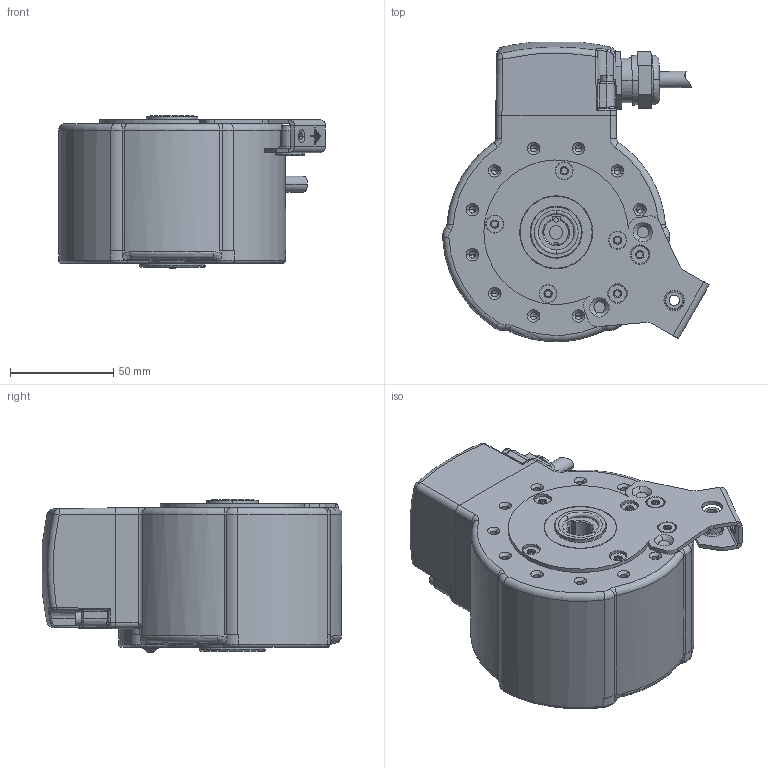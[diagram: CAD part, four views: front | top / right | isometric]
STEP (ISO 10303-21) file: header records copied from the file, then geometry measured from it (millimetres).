
FILE_DESCRIPTION((''),'2;1');
FILE_NAME('894901-01','2013-08-08T',('se2562'),(''),'PRO/ENGINEER BY PARAMETRIC TECHNOLOGY CORPORATION, 2011410','PRO/ENGINEER BY PARAMETRIC TECHNOLOGY CORPORATION, 2011410','');
FILE_SCHEMA(('CONFIG_CONTROL_DESIGN'));
Length unit declared in the file: millimetre
Products named in the file (1): 894901-01
Bounding box: 129.13 x 145 x 73.8 mm (x, y, z)
Volume: 342670.5 mm3; surface area: 128530.4 mm2
Topology: 4 solids, 6 shells, 1180 faces, 2869 edges, 1762 vertices
Faces by surface type: cylinder 509, plane 319, cone 153, torus 123, bspline 50, sphere 22, extrusion 3, revolution 1
Entity records: 44983 total; most frequent: CARTESIAN_POINT 17027, DIRECTION 6208, ORIENTED_EDGE 5698, EDGE_CURVE 2849, AXIS2_PLACEMENT_3D 2599, VERTEX_POINT 1762, CIRCLE 1473, EDGE_LOOP 1301
